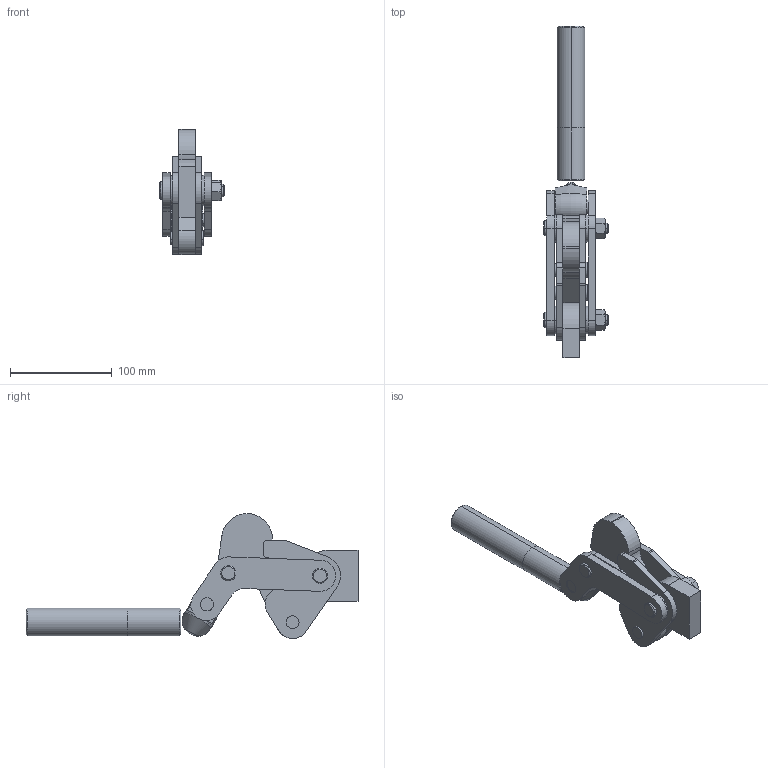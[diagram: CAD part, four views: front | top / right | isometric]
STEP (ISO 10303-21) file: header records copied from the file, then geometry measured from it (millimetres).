
FILE_DESCRIPTION (( 'STEP AP214' ), '1' );
FILE_NAME ('GH-702-K(Â²¤Æ).STEP', '2020-03-04T03:30:42', ( 'LinWei' ), ( '' ), 'SwSTEP 2.0', 'SolidWorks 2016', '' );
FILE_SCHEMA (( 'AUTOMOTIVE_DESIGN' ));
Length unit declared in the file: millimetre
Products named in the file (8): Group1^GH-702-K(簡化); GH-702-K(簡化); 4702K152; 3700329-1^GH-702-K(簡化); 3701K26-1^GH-702-K(簡化); 3702K08-1^GH-702-K(簡化); Group4^GH-702-K(簡化); Group2^GH-702-K(簡化)
Assembly tree (7 placements, depth 2):
  GH-702-K(簡化)
    Group1^GH-702-K(簡化)
    Group2^GH-702-K(簡化)
    Group4^GH-702-K(簡化)
    3702K08-1^GH-702-K(簡化)
    3701K26-1^GH-702-K(簡化)
    3700329-1^GH-702-K(簡化)
    4702K152
Bounding box: 63.2 x 325.73 x 122.72 mm (x, y, z)
Volume: 339225.8 mm3; surface area: 116438.3 mm2
Topology: 7 solids, 9 shells, 260 faces, 614 edges, 391 vertices
Faces by surface type: cylinder 112, plane 95, cone 44, sphere 4, bspline 4, torus 1
Entity records: 9035 total; most frequent: CARTESIAN_POINT 2335, DIRECTION 1315, ORIENTED_EDGE 1224, EDGE_CURVE 612, AXIS2_PLACEMENT_3D 529, VERTEX_POINT 391, EDGE_LOOP 305, CIRCLE 263
